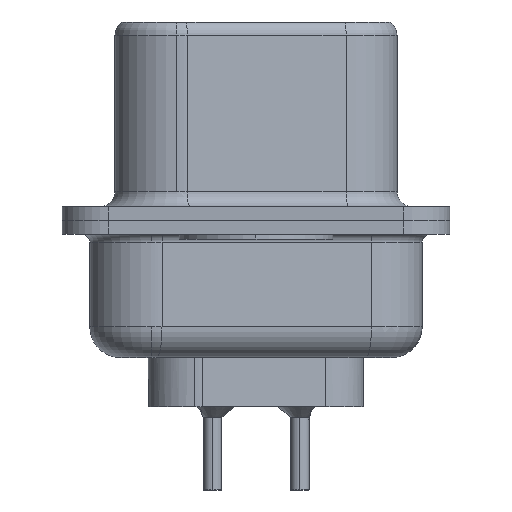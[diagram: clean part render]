
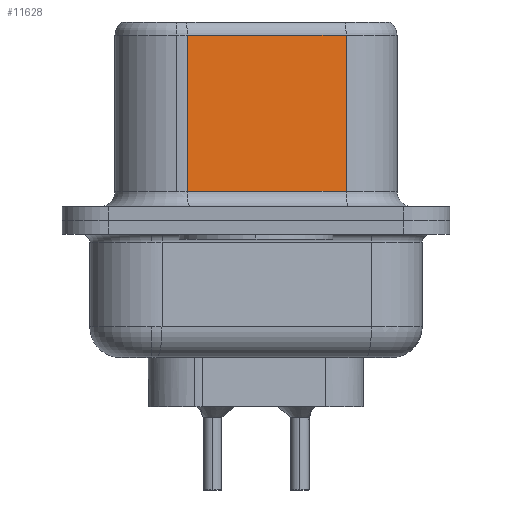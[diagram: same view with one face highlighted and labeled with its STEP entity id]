
A CAD part, left-side view. The second image highlights one B-rep face of the part: STEP entity #11628.
In plain terms, the highlighted planar face has unit normal (-0.985, -0.174, 0).
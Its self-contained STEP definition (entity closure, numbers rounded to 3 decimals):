
#64 = DIRECTION ( 'NONE',  ( 0.985, 0.174, 0. ) ) ;
#269 = ORIENTED_EDGE ( 'NONE', *, *, #711, .T. ) ;
#661 = DIRECTION ( 'NONE',  ( 0., 0., -1. ) ) ;
#697 = VERTEX_POINT ( 'NONE', #13068 ) ;
#711 = EDGE_CURVE ( 'NONE', #697, #2156, #10154, .T. ) ;
#1029 = DIRECTION ( 'NONE',  ( 0.174, -0.985, 0. ) ) ;
#1120 = DIRECTION ( 'NONE',  ( -0.174, 0.985, 0. ) ) ;
#1272 = CARTESIAN_POINT ( 'NONE',  ( 4.575, -2.927, 6.52 ) ) ;
#1304 = CARTESIAN_POINT ( 'NONE',  ( 3.665, 2.233, 6.52 ) ) ;
#1588 = EDGE_LOOP ( 'NONE', ( #11050, #6187, #269, #3565 ) ) ;
#1806 = VECTOR ( 'NONE', #1120, 1000. ) ;
#2156 = VERTEX_POINT ( 'NONE', #9755 ) ;
#2304 = FACE_OUTER_BOUND ( 'NONE', #1588, .T. ) ;
#2725 = VERTEX_POINT ( 'NONE', #4900 ) ;
#3565 = ORIENTED_EDGE ( 'NONE', *, *, #12064, .T. ) ;
#3660 = CARTESIAN_POINT ( 'NONE',  ( 4.575, -2.927, 0.95 ) ) ;
#4684 = DIRECTION ( 'NONE',  ( 0., 0., -1. ) ) ;
#4900 = CARTESIAN_POINT ( 'NONE',  ( 4.575, -2.927, 0.95 ) ) ;
#6045 = AXIS2_PLACEMENT_3D ( 'NONE', #1272, #64, #9136 ) ;
#6103 = EDGE_CURVE ( 'NONE', #11564, #2725, #6914, .T. ) ;
#6187 = ORIENTED_EDGE ( 'NONE', *, *, #7744, .T. ) ;
#6914 = LINE ( 'NONE', #12450, #13390 ) ;
#7744 = EDGE_CURVE ( 'NONE', #11564, #697, #15560, .T. ) ;
#9136 = DIRECTION ( 'NONE',  ( -0.174, 0.985, 0. ) ) ;
#9755 = CARTESIAN_POINT ( 'NONE',  ( 3.665, 2.233, 0.95 ) ) ;
#10154 = LINE ( 'NONE', #1304, #13593 ) ;
#10390 = VECTOR ( 'NONE', #1029, 1000. ) ;
#11050 = ORIENTED_EDGE ( 'NONE', *, *, #6103, .F. ) ;
#11564 = VERTEX_POINT ( 'NONE', #15427 ) ;
#11628 = ADVANCED_FACE ( 'NONE', ( #2304 ), #12979, .F. ) ;
#12064 = EDGE_CURVE ( 'NONE', #2156, #2725, #13829, .T. ) ;
#12450 = CARTESIAN_POINT ( 'NONE',  ( 4.575, -2.927, 6.52 ) ) ;
#12979 = PLANE ( 'NONE',  #6045 ) ;
#13068 = CARTESIAN_POINT ( 'NONE',  ( 3.665, 2.233, 6.02 ) ) ;
#13390 = VECTOR ( 'NONE', #4684, 1000. ) ;
#13593 = VECTOR ( 'NONE', #661, 1000. ) ;
#13829 = LINE ( 'NONE', #3660, #10390 ) ;
#14020 = CARTESIAN_POINT ( 'NONE',  ( 4.575, -2.927, 6.02 ) ) ;
#15427 = CARTESIAN_POINT ( 'NONE',  ( 4.575, -2.927, 6.02 ) ) ;
#15560 = LINE ( 'NONE', #14020, #1806 ) ;
